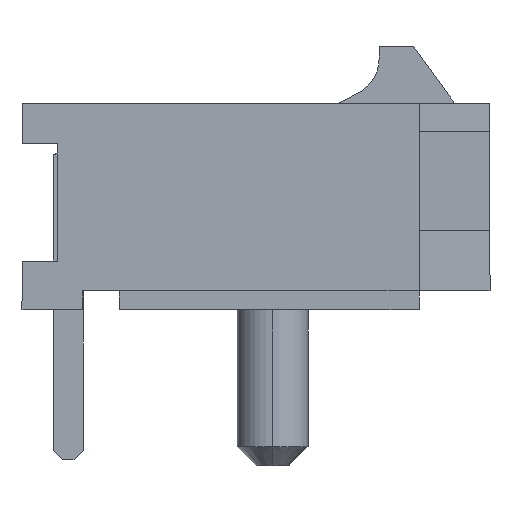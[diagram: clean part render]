
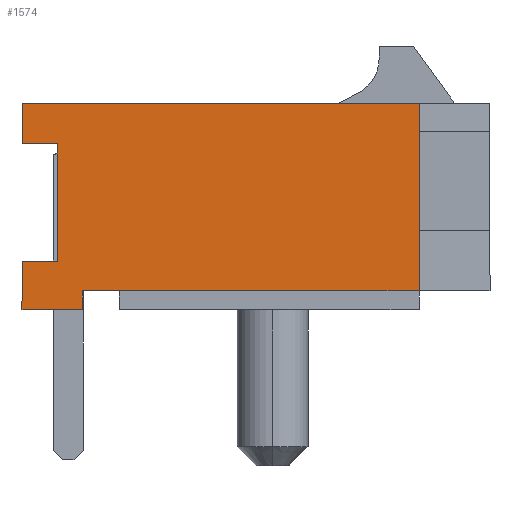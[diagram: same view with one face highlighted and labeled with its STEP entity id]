
A CAD part, left-side view. The second image highlights one B-rep face of the part: STEP entity #1574.
In plain terms, the highlighted planar face has unit normal (-1, 0, 0).
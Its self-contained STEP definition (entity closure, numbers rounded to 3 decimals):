
#273 = ORIENTED_EDGE ( 'NONE', *, *, #3207, .T. ) ;
#283 = LINE ( 'NONE', #17541, #6527 ) ;
#792 = LINE ( 'NONE', #13205, #4637 ) ;
#814 = ORIENTED_EDGE ( 'NONE', *, *, #14198, .T. ) ;
#1002 = CARTESIAN_POINT ( 'NONE',  ( -6.325, -7.42, 3.77 ) ) ;
#1114 = DIRECTION ( 'NONE',  ( 0., 1., 0. ) ) ;
#1362 = CARTESIAN_POINT ( 'NONE',  ( -6.325, 0.98, 4.37 ) ) ;
#1429 = EDGE_CURVE ( 'NONE', #1706, #15012, #12458, .T. ) ;
#1572 = DIRECTION ( 'NONE',  ( 1., 0., 0. ) ) ;
#1574 = ADVANCED_FACE ( 'NONE', ( #4238 ), #16935, .F. ) ;
#1706 = VERTEX_POINT ( 'NONE', #2191 ) ;
#1822 = EDGE_CURVE ( 'NONE', #17484, #16750, #17845, .T. ) ;
#2073 = CARTESIAN_POINT ( 'NONE',  ( -6.325, 0.98, 4.37 ) ) ;
#2182 = ORIENTED_EDGE ( 'NONE', *, *, #2843, .F. ) ;
#2191 = CARTESIAN_POINT ( 'NONE',  ( -6.325, -7.42, 0.4 ) ) ;
#2383 = VECTOR ( 'NONE', #10701, 1000. ) ;
#2511 = CARTESIAN_POINT ( 'NONE',  ( -6.325, 0.98, 1.016 ) ) ;
#2561 = VERTEX_POINT ( 'NONE', #3046 ) ;
#2843 = EDGE_CURVE ( 'NONE', #16089, #15012, #14953, .T. ) ;
#2851 = EDGE_CURVE ( 'NONE', #9561, #1706, #4048, .T. ) ;
#3019 = CARTESIAN_POINT ( 'NONE',  ( -6.325, 0.23, 3.505 ) ) ;
#3046 = CARTESIAN_POINT ( 'NONE',  ( -6.325, -7.42, 4.37 ) ) ;
#3104 = VECTOR ( 'NONE', #16439, 1000. ) ;
#3207 = EDGE_CURVE ( 'NONE', #11846, #4844, #8670, .T. ) ;
#3269 = ORIENTED_EDGE ( 'NONE', *, *, #1429, .T. ) ;
#3312 = LINE ( 'NONE', #3019, #6360 ) ;
#4048 = LINE ( 'NONE', #13437, #6006 ) ;
#4238 = FACE_OUTER_BOUND ( 'NONE', #18285, .T. ) ;
#4301 = DIRECTION ( 'NONE',  ( 0., 0., -1. ) ) ;
#4423 = CARTESIAN_POINT ( 'NONE',  ( -6.325, -7.42, 3.77 ) ) ;
#4506 = ORIENTED_EDGE ( 'NONE', *, *, #4854, .T. ) ;
#4637 = VECTOR ( 'NONE', #4301, 1000. ) ;
#4844 = VERTEX_POINT ( 'NONE', #10314 ) ;
#4854 = EDGE_CURVE ( 'NONE', #16089, #2561, #6237, .T. ) ;
#5390 = CARTESIAN_POINT ( 'NONE',  ( -6.325, 0.23, 3.505 ) ) ;
#6006 = VECTOR ( 'NONE', #19586, 1000. ) ;
#6237 = LINE ( 'NONE', #15038, #8374 ) ;
#6287 = CARTESIAN_POINT ( 'NONE',  ( -6.325, -7.42, 0. ) ) ;
#6323 = LINE ( 'NONE', #11275, #9806 ) ;
#6360 = VECTOR ( 'NONE', #15234, 1000. ) ;
#6527 = VECTOR ( 'NONE', #11392, 1000. ) ;
#7209 = EDGE_CURVE ( 'NONE', #10645, #9561, #6323, .T. ) ;
#7354 = DIRECTION ( 'NONE',  ( 0., 0., 1. ) ) ;
#7985 = CARTESIAN_POINT ( 'NONE',  ( -6.325, -7.42, 1.67 ) ) ;
#8374 = VECTOR ( 'NONE', #7354, 1000. ) ;
#8581 = VECTOR ( 'NONE', #11805, 1000. ) ;
#8657 = CARTESIAN_POINT ( 'NONE',  ( -6.325, -0.292, 0.4 ) ) ;
#8670 = LINE ( 'NONE', #2511, #8581 ) ;
#9058 = LINE ( 'NONE', #1362, #16570 ) ;
#9391 = EDGE_CURVE ( 'NONE', #16750, #11846, #3312, .T. ) ;
#9561 = VERTEX_POINT ( 'NONE', #8657 ) ;
#9806 = VECTOR ( 'NONE', #15616, 1000. ) ;
#9843 = CARTESIAN_POINT ( 'NONE',  ( -6.325, -0.292, 0. ) ) ;
#10178 = ORIENTED_EDGE ( 'NONE', *, *, #2851, .T. ) ;
#10314 = CARTESIAN_POINT ( 'NONE',  ( -6.325, 0.98, 1.016 ) ) ;
#10645 = VERTEX_POINT ( 'NONE', #9843 ) ;
#10701 = DIRECTION ( 'NONE',  ( 0., -1., 0. ) ) ;
#11145 = DIRECTION ( 'NONE',  ( 0., 0., 1. ) ) ;
#11275 = CARTESIAN_POINT ( 'NONE',  ( -6.325, -0.292, 0. ) ) ;
#11392 = DIRECTION ( 'NONE',  ( 0., 1., 0. ) ) ;
#11797 = DIRECTION ( 'NONE',  ( 0., -1., 0. ) ) ;
#11805 = DIRECTION ( 'NONE',  ( 0., 1., 0. ) ) ;
#11846 = VERTEX_POINT ( 'NONE', #18644 ) ;
#12219 = ORIENTED_EDGE ( 'NONE', *, *, #17390, .F. ) ;
#12458 = LINE ( 'NONE', #6287, #14903 ) ;
#12705 = ORIENTED_EDGE ( 'NONE', *, *, #9391, .T. ) ;
#13205 = CARTESIAN_POINT ( 'NONE',  ( -6.325, 0.98, 4.37 ) ) ;
#13301 = CARTESIAN_POINT ( 'NONE',  ( -6.325, 0.98, 3.505 ) ) ;
#13437 = CARTESIAN_POINT ( 'NONE',  ( -6.325, 0.98, 0.4 ) ) ;
#13712 = DIRECTION ( 'NONE',  ( 0., 0., -1. ) ) ;
#13726 = LINE ( 'NONE', #19878, #2383 ) ;
#13864 = CARTESIAN_POINT ( 'NONE',  ( -6.325, 0.98, 0. ) ) ;
#14198 = EDGE_CURVE ( 'NONE', #4844, #19104, #792, .T. ) ;
#14417 = EDGE_CURVE ( 'NONE', #14497, #17484, #9058, .T. ) ;
#14497 = VERTEX_POINT ( 'NONE', #2073 ) ;
#14903 = VECTOR ( 'NONE', #11145, 1000. ) ;
#14953 = LINE ( 'NONE', #4423, #3104 ) ;
#15012 = VERTEX_POINT ( 'NONE', #7985 ) ;
#15038 = CARTESIAN_POINT ( 'NONE',  ( -6.325, -7.42, 0. ) ) ;
#15234 = DIRECTION ( 'NONE',  ( 0., 0., -1. ) ) ;
#15616 = DIRECTION ( 'NONE',  ( 0., 0., 1. ) ) ;
#15712 = ORIENTED_EDGE ( 'NONE', *, *, #1822, .T. ) ;
#16089 = VERTEX_POINT ( 'NONE', #1002 ) ;
#16367 = CARTESIAN_POINT ( 'NONE',  ( -6.325, 0.98, 4.37 ) ) ;
#16378 = ORIENTED_EDGE ( 'NONE', *, *, #18366, .F. ) ;
#16439 = DIRECTION ( 'NONE',  ( 0., 0., -1. ) ) ;
#16570 = VECTOR ( 'NONE', #13712, 1000. ) ;
#16587 = VECTOR ( 'NONE', #11797, 1000. ) ;
#16750 = VERTEX_POINT ( 'NONE', #5390 ) ;
#16935 = PLANE ( 'NONE',  #17233 ) ;
#17233 = AXIS2_PLACEMENT_3D ( 'NONE', #16367, #1572, #1114 ) ;
#17390 = EDGE_CURVE ( 'NONE', #14497, #2561, #13726, .T. ) ;
#17484 = VERTEX_POINT ( 'NONE', #17597 ) ;
#17541 = CARTESIAN_POINT ( 'NONE',  ( -6.325, 0.98, 0. ) ) ;
#17597 = CARTESIAN_POINT ( 'NONE',  ( -6.325, 0.98, 3.505 ) ) ;
#17603 = ORIENTED_EDGE ( 'NONE', *, *, #14417, .T. ) ;
#17845 = LINE ( 'NONE', #13301, #16587 ) ;
#18217 = ORIENTED_EDGE ( 'NONE', *, *, #7209, .T. ) ;
#18285 = EDGE_LOOP ( 'NONE', ( #814, #16378, #18217, #10178, #3269, #2182, #4506, #12219, #17603, #15712, #12705, #273 ) ) ;
#18366 = EDGE_CURVE ( 'NONE', #10645, #19104, #283, .T. ) ;
#18644 = CARTESIAN_POINT ( 'NONE',  ( -6.325, 0.23, 1.016 ) ) ;
#19104 = VERTEX_POINT ( 'NONE', #13864 ) ;
#19586 = DIRECTION ( 'NONE',  ( 0., -1., 0. ) ) ;
#19878 = CARTESIAN_POINT ( 'NONE',  ( -6.325, 0.98, 4.37 ) ) ;
